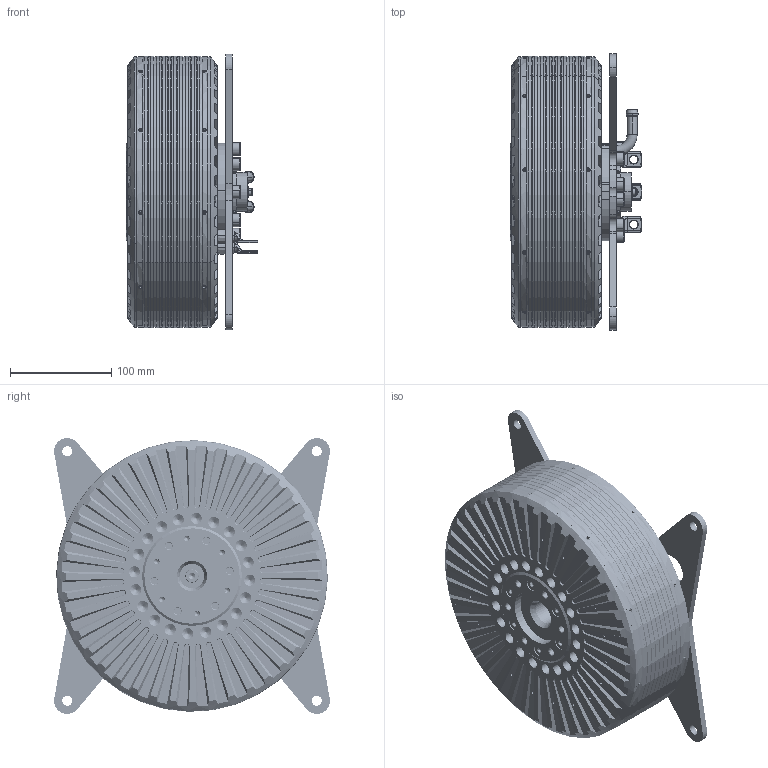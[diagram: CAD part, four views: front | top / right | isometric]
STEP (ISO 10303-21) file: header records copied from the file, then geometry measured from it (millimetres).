
FILE_DESCRIPTION (( 'STEP AP203' ), '1' );
FILE_NAME ('268_lc_resolver.STEP', '2019-10-15T06:48:53', ( '' ), ( '' ), 'SwSTEP 2.0', 'SolidWorks 2016', '' );
FILE_SCHEMA (( 'CONFIG_CONTROL_DESIGN' ));
Length unit declared in the file: millimetre
Products named in the file (31): 268_lc_resolver; bolt_set_imbus_m4x8; stator_lc_cc_268_1; spacer_outer_bearings_268; shaft_standard_268; bracket_resolver_268; coolant_fitting_90; resolver_1p; bolt_countersink_imbus_m6x16; shaft_res_enc_alu_268; disc_front_268; ring_sliding_ssteel_208_228_268; stator_lc_cc_268; hose_shrink_red_1; shoe_cable_lv_1; bolt_turned_imbus_m8x16; bearing_6207; ring_binding_rotor_lc_268; bearing_7207; nut_lock_km7_m35x1,5; Bracket_X_268; hose_shrink_blue_1; washer_3d_m4; tube_uvw_lv_1; washer_lock_mb7; disc_back_268; ring_sealing_assembly_208_228_268; bolt_imbus_m4X30; bolt_imbus_m8x45; rotor_lc_268; hose_shrink_black_1
Assembly tree (68 placements, depth 3):
  268_lc_resolver
    stator_lc_cc_268
      stator_lc_cc_268_1
      hose_shrink_black_1
      hose_shrink_blue_1
      hose_shrink_red_1
      shoe_cable_lv_1  x3
      tube_uvw_lv_1  x3
    rotor_lc_268
      disc_front_268
      disc_back_268
      ring_binding_rotor_lc_268
      shaft_standard_268
      bolt_countersink_imbus_m6x16  x6
      bolt_set_imbus_m4x8  x20
      ring_sliding_ssteel_208_228_268
    bearing_6207
    bearing_7207
    spacer_outer_bearings_268
    nut_lock_km7_m35x1,5
    washer_lock_mb7
    shaft_res_enc_alu_268
    bolt_turned_imbus_m8x16
    bracket_resolver_268
    bolt_imbus_m8x45  x10
    ring_sealing_assembly_208_228_268
    resolver_1p
    bolt_imbus_m4X30
    washer_3d_m4
    coolant_fitting_90  x2
    Bracket_X_268
Bounding box: 130 x 272 x 272 mm (x, y, z)
Volume: 1616567 mm3; surface area: 747342.2 mm2
Topology: 83 solids, 83 shells, 2885 faces, 7526 edges, 4676 vertices
Faces by surface type: cylinder 941, cone 739, plane 736, bspline 317, torus 140, sphere 12
Entity records: 92495 total; most frequent: CARTESIAN_POINT 41987, ORIENTED_EDGE 9958, DIRECTION 9344, EDGE_CURVE 4979, AXIS2_PLACEMENT_3D 3809, VERTEX_POINT 3296, EDGE_LOOP 2281, CIRCLE 2092
